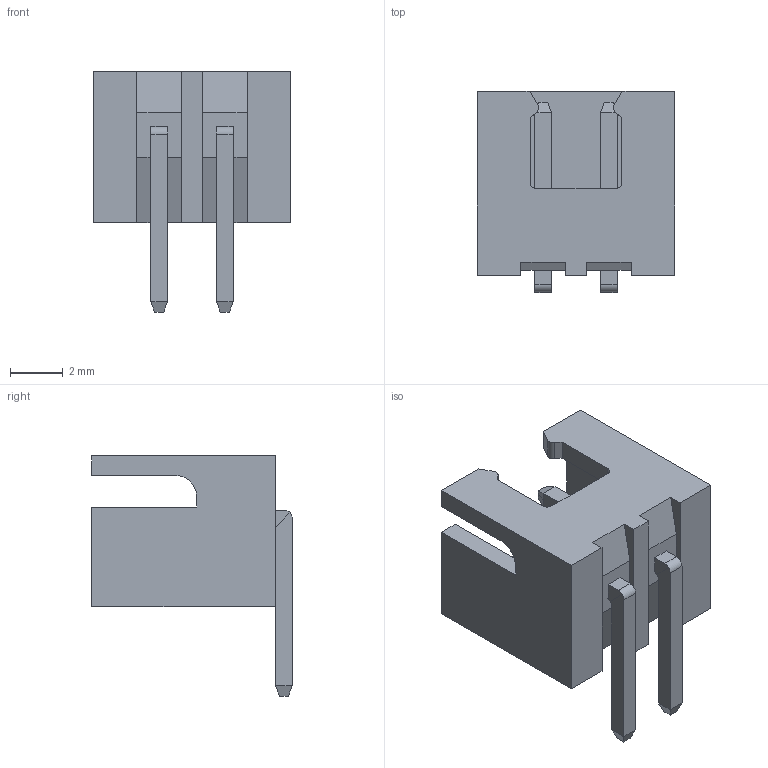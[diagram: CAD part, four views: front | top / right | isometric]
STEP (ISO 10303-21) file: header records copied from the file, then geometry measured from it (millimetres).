
FILE_DESCRIPTION (( 'STEP AP203' ), '1' );
FILE_NAME ('14K-502-416-AA1.STEP', '2024-02-23T17:26:59', ( '' ), ( '' ), 'SwSTEP 2.0', 'SolidWorks 2023', '' );
FILE_SCHEMA (( 'CONFIG_CONTROL_DESIGN' ));
Length unit declared in the file: millimetre
Products named in the file (3): 14K Series Pin Header Insulator_502; 14K Series Pin_16; 14K-502-416-AA1
Assembly tree (3 placements, depth 2):
  14K-502-416-AA1
    14K Series Pin Header Insulator_502
    14K Series Pin_16  x2
Bounding box: 7.5 x 7.64 x 9.15 mm (x, y, z)
Volume: 155 mm3; surface area: 433.7 mm2
Topology: 3 solids, 3 shells, 98 faces, 260 edges, 168 vertices
Faces by surface type: plane 87, cylinder 11
Entity records: 2715 total; most frequent: CARTESIAN_POINT 426, ORIENTED_EDGE 416, DIRECTION 394, EDGE_CURVE 208, LINE 186, VECTOR 186, VERTEX_POINT 136, AXIS2_PLACEMENT_3D 104
